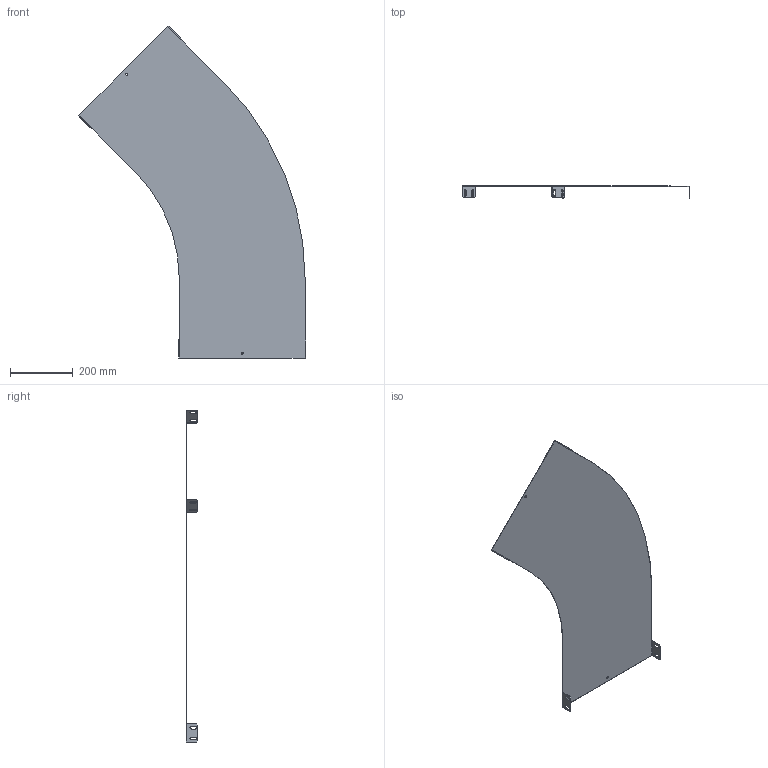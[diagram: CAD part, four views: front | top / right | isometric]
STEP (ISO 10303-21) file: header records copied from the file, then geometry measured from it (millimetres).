
FILE_DESCRIPTION (( 'STEP AP203' ), '1' );
FILE_NAME ('UKC604.STEP', '2015-04-15T08:33:41', ( '' ), ( '' ), 'SwSTEP 2.0', 'SolidWorks 2014', '' );
FILE_SCHEMA (( 'CONFIG_CONTROL_DESIGN' ));
Length unit declared in the file: millimetre
Products named in the file (1): UKC604
Bounding box: 726.13 x 38.2 x 1060.64 mm (x, y, z)
Volume: 513156.5 mm3; surface area: 860027.9 mm2
Topology: 1 solids, 1 shells, 162 faces, 472 edges, 288 vertices
Faces by surface type: plane 128, cylinder 34
Entity records: 5433 total; most frequent: ORIENTED_EDGE 944, DIRECTION 930, CARTESIAN_POINT 923, EDGE_CURVE 472, VECTOR 340, LINE 340, AXIS2_PLACEMENT_3D 295, VERTEX_POINT 288
